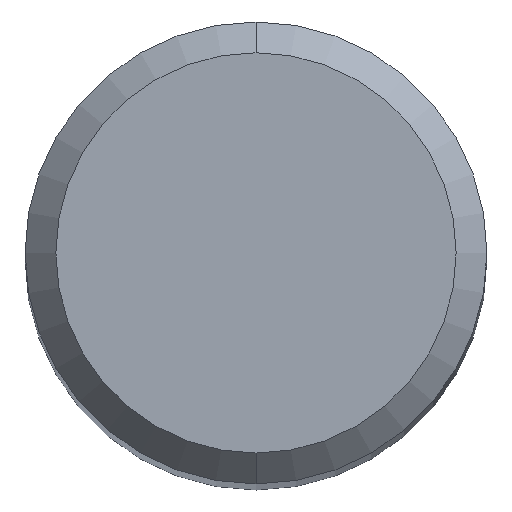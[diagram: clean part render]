
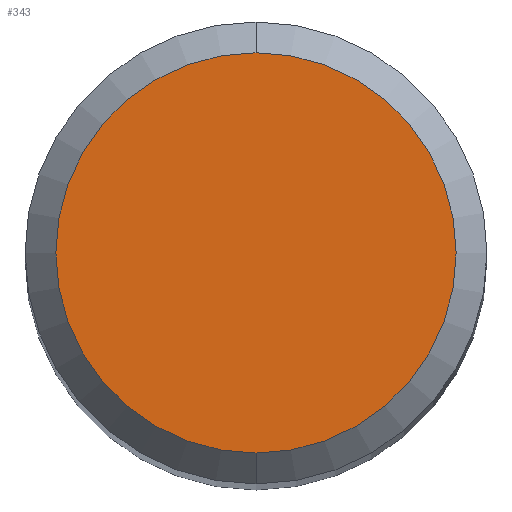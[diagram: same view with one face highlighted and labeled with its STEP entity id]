
A CAD part, top view. The second image highlights one B-rep face of the part: STEP entity #343.
In plain terms, the highlighted planar face has unit normal (0, 0, 1).
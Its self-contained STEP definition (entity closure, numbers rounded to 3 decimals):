
#205=EDGE_CURVE('',#469,#467,#521,.T.);
#303=EDGE_CURVE('',#467,#469,#628,.T.);
#343=ADVANCED_FACE('',(#672),#673,.T.);
#467=VERTEX_POINT('',#813);
#469=VERTEX_POINT('',#815);
#521=CIRCLE('',#913,2.6);
#628=CIRCLE('',#1151,2.6);
#672=FACE_OUTER_BOUND('',#1224,.T.);
#673=PLANE('',#1225);
#813=CARTESIAN_POINT('',(0.0,2.6,0.0));
#815=CARTESIAN_POINT('',(0.,-2.6,0.0));
#913=AXIS2_PLACEMENT_3D('',#1487,#1488,#1489);
#1151=AXIS2_PLACEMENT_3D('',#1608,#1609,#1610);
#1224=EDGE_LOOP('',(#1663,#1664));
#1225=AXIS2_PLACEMENT_3D('',#1665,#1666,#1667);
#1487=CARTESIAN_POINT('',(0.0,0.0,0.0));
#1488=DIRECTION('',(0.0,0.0,-1.0));
#1489=DIRECTION('',(0.0,1.0,0.0));
#1608=CARTESIAN_POINT('',(0.0,0.0,0.0));
#1609=DIRECTION('',(0.0,0.0,-1.0));
#1610=DIRECTION('',(0.0,1.0,0.0));
#1663=ORIENTED_EDGE('',*,*,#303,.F.);
#1664=ORIENTED_EDGE('',*,*,#205,.F.);
#1665=CARTESIAN_POINT('',(0.0,1.3,0.0));
#1666=DIRECTION('',(-0.0,0.0,1.0));
#1667=DIRECTION('',(0.0,-1.0,0.0));
